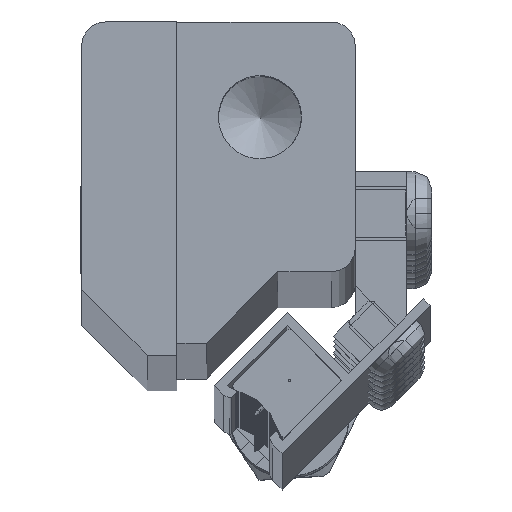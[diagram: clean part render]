
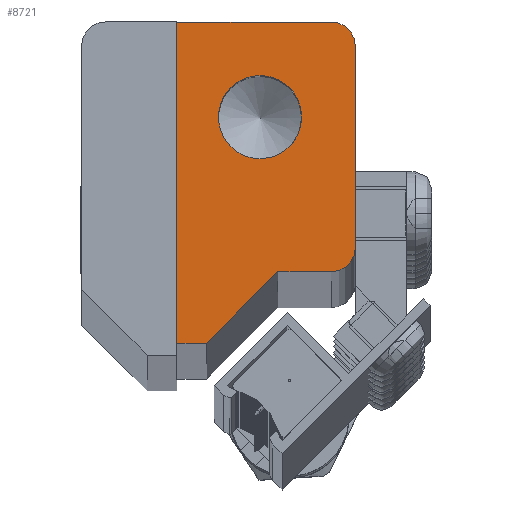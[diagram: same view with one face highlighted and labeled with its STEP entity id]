
A CAD part, top view. The second image highlights one B-rep face of the part: STEP entity #8721.
In plain terms, the highlighted planar face has unit normal (0, 0, 1).
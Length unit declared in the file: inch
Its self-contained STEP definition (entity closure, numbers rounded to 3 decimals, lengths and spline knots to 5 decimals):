
#983=LINE('',#13758,#1245);
#987=LINE('',#14194,#1249);
#991=LINE('',#14202,#1253);
#994=LINE('',#14208,#1256);
#997=LINE('',#14214,#1259);
#1001=LINE('',#14228,#1263);
#1245=VECTOR('',#10771,0.3937);
#1249=VECTOR('',#11311,0.3937);
#1253=VECTOR('',#11317,0.3937);
#1256=VECTOR('',#11322,0.3937);
#1259=VECTOR('',#11327,0.3937);
#1263=VECTOR('',#11345,0.3937);
#1514=PLANE('',#9635);
#1942=FACE_BOUND('',#3544,.T.);
#2745=FACE_OUTER_BOUND('',#3543,.T.);
#3543=EDGE_LOOP('',(#7065,#7066,#7067,#7068,#7069,#7070,#7071,#7072));
#3544=EDGE_LOOP('',(#7073));
#4402=CIRCLE('',#9339,0.21875);
#4569=CIRCLE('',#9628,0.125);
#4571=CIRCLE('',#9631,0.125);
#4981=VERTEX_POINT('',#13728);
#4992=VERTEX_POINT('',#13756);
#4993=VERTEX_POINT('',#13757);
#5156=VERTEX_POINT('',#14192);
#5157=VERTEX_POINT('',#14193);
#5160=VERTEX_POINT('',#14201);
#5162=VERTEX_POINT('',#14207);
#5164=VERTEX_POINT('',#14213);
#5166=VERTEX_POINT('',#14222);
#5761=EDGE_CURVE('',#4981,#4981,#4402,.T.);
#5772=EDGE_CURVE('',#4992,#4993,#983,.T.);
#5936=EDGE_CURVE('',#5156,#5157,#987,.T.);
#5940=EDGE_CURVE('',#5157,#5160,#991,.T.);
#5943=EDGE_CURVE('',#5160,#5162,#994,.T.);
#5946=EDGE_CURVE('',#5162,#5164,#997,.T.);
#5949=EDGE_CURVE('',#5164,#4992,#4569,.T.);
#5951=EDGE_CURVE('',#4993,#5166,#4571,.T.);
#5954=EDGE_CURVE('',#5166,#5156,#1001,.T.);
#7065=ORIENTED_EDGE('',*,*,#5936,.F.);
#7066=ORIENTED_EDGE('',*,*,#5954,.F.);
#7067=ORIENTED_EDGE('',*,*,#5951,.F.);
#7068=ORIENTED_EDGE('',*,*,#5772,.F.);
#7069=ORIENTED_EDGE('',*,*,#5949,.F.);
#7070=ORIENTED_EDGE('',*,*,#5946,.F.);
#7071=ORIENTED_EDGE('',*,*,#5943,.F.);
#7072=ORIENTED_EDGE('',*,*,#5940,.F.);
#7073=ORIENTED_EDGE('',*,*,#5761,.T.);
#8721=ADVANCED_FACE('',(#2745,#1942),#1514,.T.);
#9339=AXIS2_PLACEMENT_3D('',#13729,#10737,#10738);
#9628=AXIS2_PLACEMENT_3D('',#14219,#11332,#11333);
#9631=AXIS2_PLACEMENT_3D('',#14223,#11338,#11339);
#9635=AXIS2_PLACEMENT_3D('',#14231,#11349,#11350);
#10737=DIRECTION('center_axis',(0.,0.,-1.));
#10738=DIRECTION('ref_axis',(1.,0.,0.));
#10771=DIRECTION('',(0.,-1.,0.));
#11311=DIRECTION('',(-0.707,-0.707,0.));
#11317=DIRECTION('',(-1.,0.,0.));
#11322=DIRECTION('',(0.,1.,0.));
#11327=DIRECTION('',(1.,0.,0.));
#11332=DIRECTION('center_axis',(0.,0.,-1.));
#11333=DIRECTION('ref_axis',(1.,0.,0.));
#11338=DIRECTION('center_axis',(0.,0.,-1.));
#11339=DIRECTION('ref_axis',(0.,-1.,0.));
#11345=DIRECTION('',(-1.,0.,0.));
#11349=DIRECTION('center_axis',(0.,0.,1.));
#11350=DIRECTION('ref_axis',(1.,0.,0.));
#13728=CARTESIAN_POINT('',(0.625,0.8125,108.));
#13729=CARTESIAN_POINT('Origin',(0.40625,0.8125,108.));
#13756=CARTESIAN_POINT('',(0.90625,1.1875,108.));
#13757=CARTESIAN_POINT('',(0.90625,0.125,108.));
#13758=CARTESIAN_POINT('',(0.90625,0.125,108.));
#14192=CARTESIAN_POINT('',(0.5,0.,108.));
#14193=CARTESIAN_POINT('',(0.125,-0.375,108.));
#14194=CARTESIAN_POINT('',(0.125,-0.375,108.));
#14201=CARTESIAN_POINT('',(-0.03125,-0.375,108.));
#14202=CARTESIAN_POINT('',(-0.03125,-0.375,108.));
#14207=CARTESIAN_POINT('',(-0.03125,1.3125,108.));
#14208=CARTESIAN_POINT('',(-0.03125,1.3125,108.));
#14213=CARTESIAN_POINT('',(0.78125,1.3125,108.));
#14214=CARTESIAN_POINT('',(0.78125,1.3125,108.));
#14219=CARTESIAN_POINT('Origin',(0.78125,1.1875,108.));
#14222=CARTESIAN_POINT('',(0.78125,0.,108.));
#14223=CARTESIAN_POINT('Origin',(0.78125,0.125,108.));
#14228=CARTESIAN_POINT('',(0.5,0.,108.));
#14231=CARTESIAN_POINT('Origin',(0.38705,0.53917,108.));
